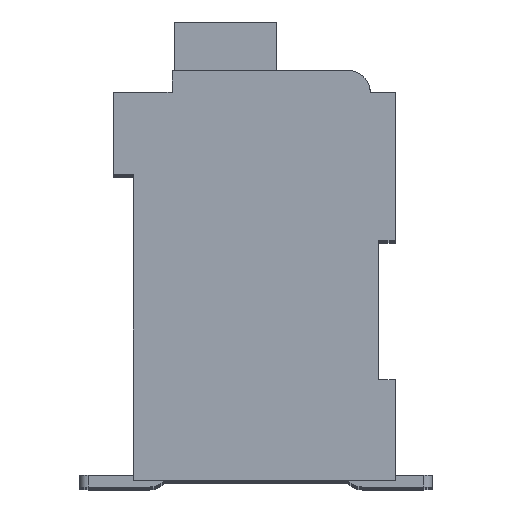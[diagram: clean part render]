
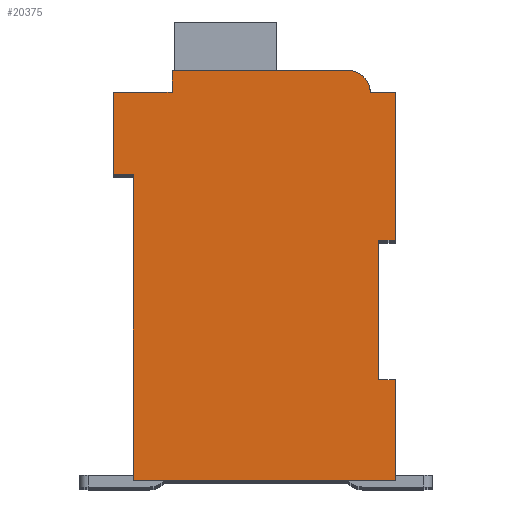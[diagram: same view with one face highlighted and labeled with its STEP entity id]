
A CAD part, top view. The second image highlights one B-rep face of the part: STEP entity #20375.
In plain terms, the highlighted planar face has unit normal (0, 0, 1).
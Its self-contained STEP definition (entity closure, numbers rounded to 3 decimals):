
#2050=DIRECTION('',(1.,0.,0.));
#2051=VECTOR('',#2050,0.5);
#2052=CARTESIAN_POINT('',(7.3,7.15,2.1));
#2053=LINE('',#2052,#2051);
#2054=DIRECTION('',(0.,1.,0.));
#2055=VECTOR('',#2054,4.15);
#2056=CARTESIAN_POINT('',(7.3,3.,2.1));
#2057=LINE('',#2056,#2055);
#2058=DIRECTION('',(-1.,0.,0.));
#2059=VECTOR('',#2058,0.5);
#2060=CARTESIAN_POINT('',(7.8,3.,2.1));
#2061=LINE('',#2060,#2059);
#2062=DIRECTION('',(0.,1.,0.));
#2063=VECTOR('',#2062,3.);
#2064=CARTESIAN_POINT('',(7.8,0.,2.1));
#2065=LINE('',#2064,#2063);
#2066=DIRECTION('',(1.,0.,0.));
#2067=VECTOR('',#2066,7.8);
#2068=CARTESIAN_POINT('',(0.,0.,2.1));
#2069=LINE('',#2068,#2067);
#2070=DIRECTION('',(0.,-1.,0.));
#2071=VECTOR('',#2070,9.1);
#2072=CARTESIAN_POINT('',(0.,9.1,2.1));
#2073=LINE('',#2072,#2071);
#2074=DIRECTION('',(1.,0.,0.));
#2075=VECTOR('',#2074,0.6);
#2076=CARTESIAN_POINT('',(-0.6,9.1,2.1));
#2077=LINE('',#2076,#2075);
#2078=DIRECTION('',(0.,-1.,0.));
#2079=VECTOR('',#2078,2.45);
#2080=CARTESIAN_POINT('',(-0.6,11.55,2.1));
#2081=LINE('',#2080,#2079);
#2082=DIRECTION('',(-1.,0.,0.));
#2083=VECTOR('',#2082,1.75);
#2084=CARTESIAN_POINT('',(1.15,11.55,2.1));
#2085=LINE('',#2084,#2083);
#2086=DIRECTION('',(0.,-1.,0.));
#2087=VECTOR('',#2086,0.65);
#2088=CARTESIAN_POINT('',(1.15,12.2,2.1));
#2089=LINE('',#2088,#2087);
#2090=DIRECTION('',(-1.,0.,0.));
#2091=VECTOR('',#2090,5.25);
#2092=CARTESIAN_POINT('',(6.4,12.2,2.1));
#2093=LINE('',#2092,#2091);
#2094=CARTESIAN_POINT('',(6.4,11.55,2.1));
#2095=DIRECTION('',(0.,0.,1.));
#2096=DIRECTION('',(1.,0.,0.));
#2097=AXIS2_PLACEMENT_3D('',#2094,#2095,#2096);
#2099=DIRECTION('',(-1.,0.,0.));
#2100=VECTOR('',#2099,0.75);
#2101=CARTESIAN_POINT('',(7.8,11.55,2.1));
#2102=LINE('',#2101,#2100);
#2103=DIRECTION('',(0.,1.,0.));
#2104=VECTOR('',#2103,4.4);
#2105=CARTESIAN_POINT('',(7.8,7.15,2.1));
#2106=LINE('',#2105,#2104);
#14131=CARTESIAN_POINT('',(7.3,7.15,2.1));
#14132=CARTESIAN_POINT('',(7.8,7.15,2.1));
#14133=VERTEX_POINT('',#14131);
#14134=VERTEX_POINT('',#14132);
#14135=CARTESIAN_POINT('',(7.8,11.55,2.1));
#14136=VERTEX_POINT('',#14135);
#14137=CARTESIAN_POINT('',(7.05,11.55,2.1));
#14138=VERTEX_POINT('',#14137);
#14139=CARTESIAN_POINT('',(6.4,12.2,2.1));
#14140=VERTEX_POINT('',#14139);
#14141=CARTESIAN_POINT('',(1.15,12.2,2.1));
#14142=VERTEX_POINT('',#14141);
#14143=CARTESIAN_POINT('',(1.15,11.55,2.1));
#14144=VERTEX_POINT('',#14143);
#14145=CARTESIAN_POINT('',(-0.6,11.55,2.1));
#14146=VERTEX_POINT('',#14145);
#14147=CARTESIAN_POINT('',(-0.6,9.1,2.1));
#14148=VERTEX_POINT('',#14147);
#14149=CARTESIAN_POINT('',(0.,9.1,2.1));
#14150=VERTEX_POINT('',#14149);
#14151=CARTESIAN_POINT('',(0.,0.,2.1));
#14152=VERTEX_POINT('',#14151);
#14153=CARTESIAN_POINT('',(7.8,0.,2.1));
#14154=VERTEX_POINT('',#14153);
#14155=CARTESIAN_POINT('',(7.8,3.,2.1));
#14156=VERTEX_POINT('',#14155);
#14157=CARTESIAN_POINT('',(7.3,3.,2.1));
#14158=VERTEX_POINT('',#14157);
#20345=CARTESIAN_POINT('',(0.,0.,2.1));
#20346=DIRECTION('',(0.,0.,1.));
#20347=DIRECTION('',(1.,0.,0.));
#20348=AXIS2_PLACEMENT_3D('',#20345,#20346,#20347);
#20349=PLANE('',#20348);
#20350=ORIENTED_EDGE('',*,*,#18524,.F.);
#20351=ORIENTED_EDGE('',*,*,#19232,.F.);
#20353=ORIENTED_EDGE('',*,*,#20352,.F.);
#20355=ORIENTED_EDGE('',*,*,#20354,.F.);
#20356=ORIENTED_EDGE('',*,*,#19627,.F.);
#20357=ORIENTED_EDGE('',*,*,#19496,.F.);
#20359=ORIENTED_EDGE('',*,*,#20358,.F.);
#20361=ORIENTED_EDGE('',*,*,#20360,.F.);
#20363=ORIENTED_EDGE('',*,*,#20362,.F.);
#20365=ORIENTED_EDGE('',*,*,#20364,.F.);
#20367=ORIENTED_EDGE('',*,*,#20366,.F.);
#20369=ORIENTED_EDGE('',*,*,#20368,.F.);
#20371=ORIENTED_EDGE('',*,*,#20370,.F.);
#20372=ORIENTED_EDGE('',*,*,#18908,.F.);
#20373=EDGE_LOOP('',(#20350,#20351,#20353,#20355,#20356,#20357,#20359,#20361,
#20363,#20365,#20367,#20369,#20371,#20372));
#20374=FACE_OUTER_BOUND('',#20373,.F.);
#2098=CIRCLE('',#2097,0.65);
#18524=EDGE_CURVE('',#14133,#14134,#2053,.T.);
#18908=EDGE_CURVE('',#14134,#14136,#2106,.T.);
#19232=EDGE_CURVE('',#14158,#14133,#2057,.T.);
#19496=EDGE_CURVE('',#14150,#14152,#2073,.T.);
#19627=EDGE_CURVE('',#14152,#14154,#2069,.T.);
#20352=EDGE_CURVE('',#14156,#14158,#2061,.T.);
#20354=EDGE_CURVE('',#14154,#14156,#2065,.T.);
#20358=EDGE_CURVE('',#14148,#14150,#2077,.T.);
#20360=EDGE_CURVE('',#14146,#14148,#2081,.T.);
#20362=EDGE_CURVE('',#14144,#14146,#2085,.T.);
#20364=EDGE_CURVE('',#14142,#14144,#2089,.T.);
#20366=EDGE_CURVE('',#14140,#14142,#2093,.T.);
#20368=EDGE_CURVE('',#14138,#14140,#2098,.T.);
#20370=EDGE_CURVE('',#14136,#14138,#2102,.T.);
#20375=ADVANCED_FACE('',(#20374),#20349,.T.);
